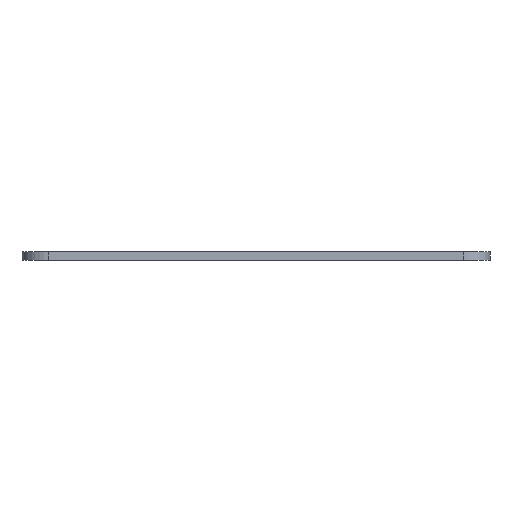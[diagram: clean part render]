
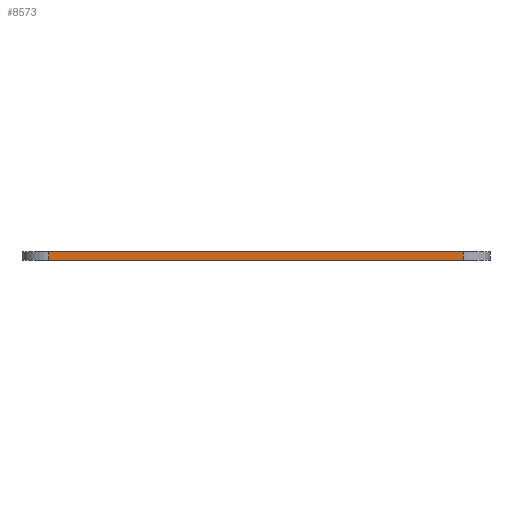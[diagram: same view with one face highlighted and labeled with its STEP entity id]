
A CAD part, front view. The second image highlights one B-rep face of the part: STEP entity #8573.
In plain terms, the highlighted planar face has unit normal (0, -1, 0).
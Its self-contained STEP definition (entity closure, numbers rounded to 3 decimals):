
#266=PLANE('',#8799);
#695=FACE_OUTER_BOUND('',#1187,.T.);
#1187=EDGE_LOOP('',(#7582,#7583,#7584,#7585));
#1795=LINE('',#17035,#2462);
#1825=LINE('',#17160,#2492);
#1833=LINE('',#17184,#2500);
#1835=LINE('',#17187,#2502);
#2462=VECTOR('',#9632,10.);
#2492=VECTOR('',#9736,10.);
#2500=VECTOR('',#9762,10.);
#2502=VECTOR('',#9766,10.);
#3884=VERTEX_POINT('',#17013);
#3894=VERTEX_POINT('',#17033);
#3951=VERTEX_POINT('',#17156);
#3959=VERTEX_POINT('',#17182);
#5119=EDGE_CURVE('',#3894,#3884,#1795,.T.);
#5178=EDGE_CURVE('',#3884,#3951,#1825,.T.);
#5189=EDGE_CURVE('',#3959,#3894,#1833,.T.);
#5191=EDGE_CURVE('',#3951,#3959,#1835,.T.);
#7582=ORIENTED_EDGE('',*,*,#5178,.F.);
#7583=ORIENTED_EDGE('',*,*,#5119,.F.);
#7584=ORIENTED_EDGE('',*,*,#5189,.F.);
#7585=ORIENTED_EDGE('',*,*,#5191,.F.);
#8573=ADVANCED_FACE('',(#695),#266,.T.);
#8799=AXIS2_PLACEMENT_3D('',#17186,#9764,#9765);
#9632=DIRECTION('',(-1.,0.,0.));
#9736=DIRECTION('',(0.,0.,1.));
#9762=DIRECTION('',(0.,0.,-1.));
#9764=DIRECTION('center_axis',(0.,-1.,0.));
#9765=DIRECTION('ref_axis',(1.,0.,0.));
#9766=DIRECTION('',(1.,0.,0.));
#17013=CARTESIAN_POINT('',(-9.278,-69.046,0.));
#17033=CARTESIAN_POINT('',(67.397,-69.046,0.));
#17035=CARTESIAN_POINT('',(72.397,-69.046,0.));
#17156=CARTESIAN_POINT('',(-9.278,-69.046,1.5));
#17160=CARTESIAN_POINT('',(-9.278,-69.046,0.));
#17182=CARTESIAN_POINT('',(67.397,-69.046,1.5));
#17184=CARTESIAN_POINT('',(67.397,-69.046,0.));
#17186=CARTESIAN_POINT('Origin',(-14.278,-69.046,0.));
#17187=CARTESIAN_POINT('',(72.397,-69.046,1.5));
